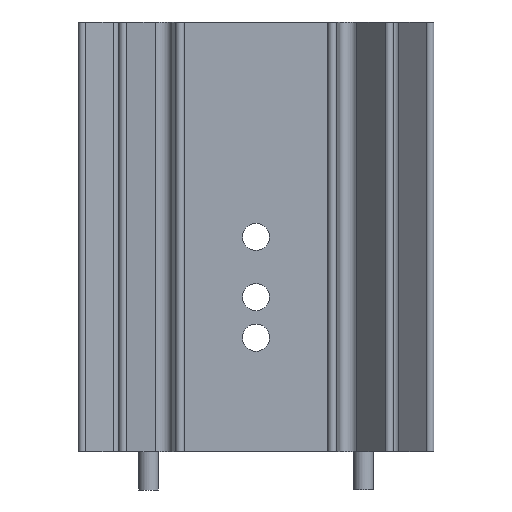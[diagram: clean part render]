
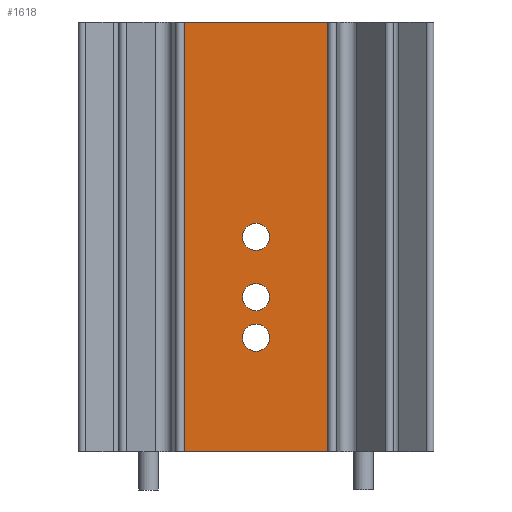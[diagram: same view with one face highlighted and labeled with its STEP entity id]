
A CAD part, front view. The second image highlights one B-rep face of the part: STEP entity #1618.
In plain terms, the highlighted planar face has unit normal (0, -1, 0).
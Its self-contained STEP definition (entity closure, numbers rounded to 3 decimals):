
#38=LINE($,#2423,#194);
#122=LINE($,#2665,#278);
#124=LINE($,#2669,#280);
#125=LINE($,#2670,#281);
#194=VECTOR($,#1912,17.);
#278=VECTOR($,#2152,50.8);
#280=VECTOR($,#2156,50.8);
#281=VECTOR($,#2157,17.);
#355=PLANE($,#1773);
#384=FACE_BOUND($,#528,.T.);
#385=FACE_BOUND($,#529,.T.);
#386=FACE_BOUND($,#530,.T.);
#434=FACE_OUTER_BOUND($,#527,.T.);
#527=EDGE_LOOP($,(#1305,#1306,#1307,#1308));
#528=EDGE_LOOP($,(#1309));
#529=EDGE_LOOP($,(#1310));
#530=EDGE_LOOP($,(#1311));
#575=CIRCLE($,#1669,1.6);
#577=CIRCLE($,#1672,1.6);
#579=CIRCLE($,#1675,1.6);
#657=VERTEX_POINT($,#2336);
#659=VERTEX_POINT($,#2341);
#661=VERTEX_POINT($,#2346);
#698=VERTEX_POINT($,#2420);
#699=VERTEX_POINT($,#2422);
#779=VERTEX_POINT($,#2664);
#780=VERTEX_POINT($,#2668);
#819=EDGE_CURVE($,#657,#657,#575,.T.);
#821=EDGE_CURVE($,#659,#659,#577,.T.);
#823=EDGE_CURVE($,#661,#661,#579,.T.);
#860=EDGE_CURVE($,#699,#698,#38,.T.);
#981=EDGE_CURVE($,#779,#699,#122,.T.);
#983=EDGE_CURVE($,#780,#698,#124,.T.);
#984=EDGE_CURVE($,#779,#780,#125,.T.);
#1305=ORIENTED_EDGE($,*,*,#983,.F.);
#1306=ORIENTED_EDGE($,*,*,#984,.F.);
#1307=ORIENTED_EDGE($,*,*,#981,.T.);
#1308=ORIENTED_EDGE($,*,*,#860,.T.);
#1309=ORIENTED_EDGE($,*,*,#823,.T.);
#1310=ORIENTED_EDGE($,*,*,#821,.T.);
#1311=ORIENTED_EDGE($,*,*,#819,.T.);
#1618=ADVANCED_FACE($,(#434,#384,#385,#386),#355,.T.);
#1669=AXIS2_PLACEMENT_3D($,#2337,#1842,#1843);
#1672=AXIS2_PLACEMENT_3D($,#2342,#1848,#1849);
#1675=AXIS2_PLACEMENT_3D($,#2347,#1854,#1855);
#1773=AXIS2_PLACEMENT_3D($,#2667,#2154,#2155);
#1842=DIRECTION('center_axis',(0.,1.,0.));
#1843=DIRECTION('ref_axis',(-1.,0.,0.));
#1848=DIRECTION('center_axis',(0.,1.,0.));
#1849=DIRECTION('ref_axis',(-1.,0.,0.));
#1854=DIRECTION('center_axis',(0.,1.,0.));
#1855=DIRECTION('ref_axis',(-1.,0.,0.));
#1912=DIRECTION($,(-1.,0.,0.));
#2152=DIRECTION($,(0.,0.,1.));
#2154=DIRECTION('center_axis',(0.,-1.,0.));
#2155=DIRECTION('ref_axis',(0.,0.,-1.));
#2156=DIRECTION($,(0.,0.,1.));
#2157=DIRECTION($,(-1.,0.,0.));
#2336=CARTESIAN_POINT('',(1.6,-0.9,25.4));
#2337=CARTESIAN_POINT('Origin',(0.,-0.9,25.4));
#2341=CARTESIAN_POINT('',(1.6,-0.9,18.3));
#2342=CARTESIAN_POINT('Origin',(0.,-0.9,18.3));
#2346=CARTESIAN_POINT('',(1.6,-0.9,13.5));
#2347=CARTESIAN_POINT('Origin',(0.,-0.9,13.5));
#2420=CARTESIAN_POINT('',(-8.5,-0.9,50.8));
#2422=CARTESIAN_POINT('',(8.5,-0.9,50.8));
#2423=CARTESIAN_POINT($,(8.5,-0.9,50.8));
#2664=CARTESIAN_POINT('',(8.5,-0.9,0.));
#2665=CARTESIAN_POINT($,(8.5,-0.9,0.));
#2667=CARTESIAN_POINT('Origin',(8.5,-0.9,0.));
#2668=CARTESIAN_POINT('',(-8.5,-0.9,0.));
#2669=CARTESIAN_POINT($,(-8.5,-0.9,0.));
#2670=CARTESIAN_POINT($,(8.5,-0.9,0.));
